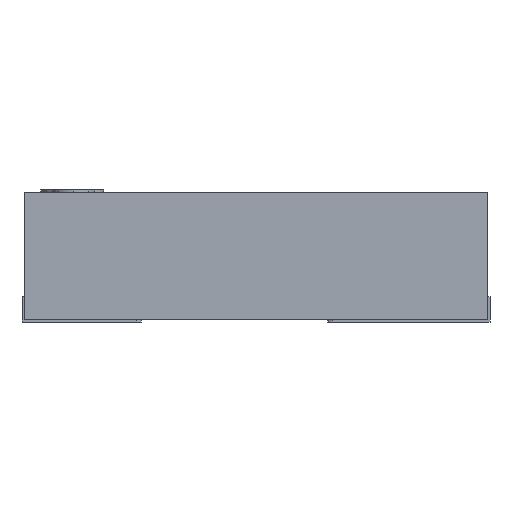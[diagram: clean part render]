
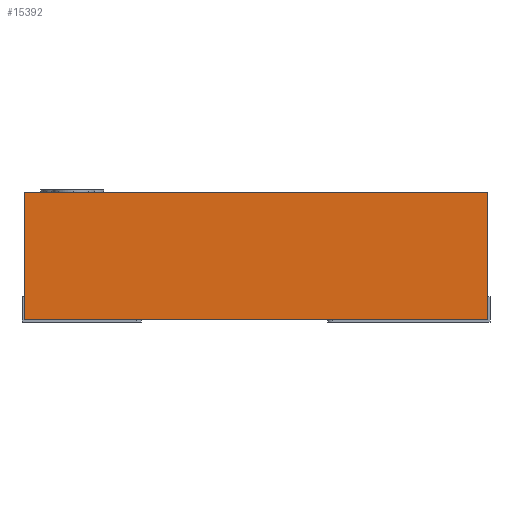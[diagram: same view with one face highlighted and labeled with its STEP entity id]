
A CAD part, left-side view. The second image highlights one B-rep face of the part: STEP entity #15392.
In plain terms, the highlighted planar face has unit normal (-1, 0, 0).
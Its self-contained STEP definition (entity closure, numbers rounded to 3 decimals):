
#463 = LINE ( 'NONE', #4542, #6569 ) ;
#745 = CARTESIAN_POINT ( 'NONE',  ( -1.5, -1., 0.55 ) ) ;
#1219 = ORIENTED_EDGE ( 'NONE', *, *, #8750, .T. ) ;
#1527 = EDGE_CURVE ( 'NONE', #7895, #15844, #463, .T. ) ;
#1680 = LINE ( 'NONE', #17658, #10227 ) ;
#2210 = DIRECTION ( 'NONE',  ( 0., -1., 0. ) ) ;
#3339 = CARTESIAN_POINT ( 'NONE',  ( -1.5, 1., 0. ) ) ;
#4190 = VECTOR ( 'NONE', #15009, 1000. ) ;
#4542 = CARTESIAN_POINT ( 'NONE',  ( -1.5, 1., 0. ) ) ;
#4898 = PLANE ( 'NONE',  #8177 ) ;
#5867 = DIRECTION ( 'NONE',  ( 0., 0., -1. ) ) ;
#6182 = DIRECTION ( 'NONE',  ( 0., -1., 0. ) ) ;
#6569 = VECTOR ( 'NONE', #6182, 1000. ) ;
#7688 = CARTESIAN_POINT ( 'NONE',  ( -1.5, 1., 0.55 ) ) ;
#7882 = VECTOR ( 'NONE', #2210, 1000. ) ;
#7895 = VERTEX_POINT ( 'NONE', #3339 ) ;
#8119 = EDGE_LOOP ( 'NONE', ( #12252, #8351, #10900, #1219 ) ) ;
#8177 = AXIS2_PLACEMENT_3D ( 'NONE', #7688, #10742, #12588 ) ;
#8240 = VERTEX_POINT ( 'NONE', #745 ) ;
#8351 = ORIENTED_EDGE ( 'NONE', *, *, #16150, .F. ) ;
#8750 = EDGE_CURVE ( 'NONE', #17949, #7895, #18036, .T. ) ;
#9312 = CARTESIAN_POINT ( 'NONE',  ( -1.5, 1., 0.55 ) ) ;
#9572 = EDGE_CURVE ( 'NONE', #17949, #8240, #15263, .T. ) ;
#10227 = VECTOR ( 'NONE', #5867, 1000. ) ;
#10742 = DIRECTION ( 'NONE',  ( 1., 0., 0. ) ) ;
#10837 = FACE_OUTER_BOUND ( 'NONE', #8119, .T. ) ;
#10900 = ORIENTED_EDGE ( 'NONE', *, *, #9572, .F. ) ;
#12252 = ORIENTED_EDGE ( 'NONE', *, *, #1527, .T. ) ;
#12588 = DIRECTION ( 'NONE',  ( 0., 1., 0. ) ) ;
#15009 = DIRECTION ( 'NONE',  ( 0., 0., -1. ) ) ;
#15263 = LINE ( 'NONE', #9312, #7882 ) ;
#15281 = CARTESIAN_POINT ( 'NONE',  ( -1.5, 1., 0.55 ) ) ;
#15392 = ADVANCED_FACE ( 'NONE', ( #10837 ), #4898, .F. ) ;
#15844 = VERTEX_POINT ( 'NONE', #16850 ) ;
#15895 = CARTESIAN_POINT ( 'NONE',  ( -1.5, 1., 0.55 ) ) ;
#16150 = EDGE_CURVE ( 'NONE', #8240, #15844, #1680, .T. ) ;
#16850 = CARTESIAN_POINT ( 'NONE',  ( -1.5, -1., 0. ) ) ;
#17658 = CARTESIAN_POINT ( 'NONE',  ( -1.5, -1., 0.55 ) ) ;
#17949 = VERTEX_POINT ( 'NONE', #15895 ) ;
#18036 = LINE ( 'NONE', #15281, #4190 ) ;
